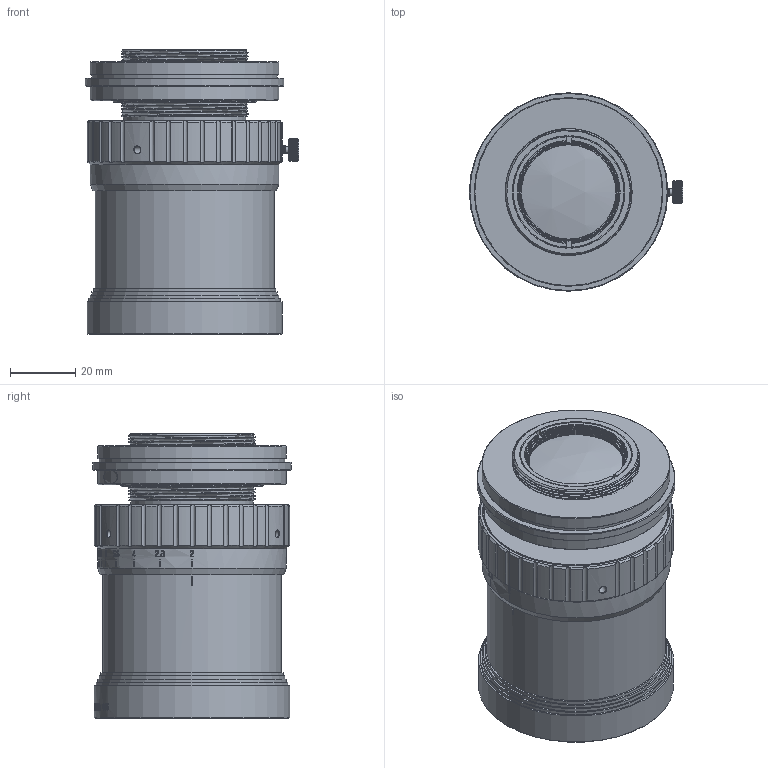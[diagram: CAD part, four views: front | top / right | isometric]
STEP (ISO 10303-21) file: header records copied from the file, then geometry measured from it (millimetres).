
FILE_DESCRIPTION(/* description */ (''),/* implementation_level */ '2;1');
FILE_NAME(/* name */ 'LM3520A-M58.stp',/* time_stamp */ '2021-03-05T17:44:59+08:00',/* author */ (''),/* organization */ (''),/* preprocessor_version */ 'ST-DEVELOPER v16',/* originating_system */ 'SIEMENS PLM Software NX 10.0',/* authorisation */ '');
FILE_SCHEMA (('AP203_CONFIGURATION_CONTROLLED_3D_DESIGN_OF_MECHANICAL_PARTS_AND_ASSEMBLIES_MIM_LF { 1 0 10303 403 2 1 2}'));
Products named in the file (1): Admi1CE05BF4h6l2
Bounding box: 65.55 x 61 x 87.42 mm (x, y, z)
Volume: 99063.8 mm3; surface area: 62763.8 mm2
Topology: 10 solids, 10 shells, 1105 faces, 2949 edges, 1969 vertices
Faces by surface type: plane 515, cylinder 311, extrusion 226, cone 42, bspline 7, sphere 4
Full cylindrical faces by diameter (mm): 2 x1, 2.05 x1, 2.2 x4, 3 x1, 4.2 x1, 20.4 x1, 24 x1, 28.5 x1, 29 x1, 29.3 x1, 29.6 x1, 29.9 x1, 30.2 x1, 31 x2, 34 x1, 34.6 x1, 34.8 x1, 37.228 x1, 37.6 x1, 43 x1, 44 x1, 46 x2, 46.6 x1, 47 x1, 47.2 x1, 47.4 x1, 47.8 x1, 48 x2, 48.4 x1, 49 x2
Entity records: 211798 total; most frequent: CARTESIAN_POINT 186077, ORIENTED_EDGE 5654, DIRECTION 4436, EDGE_CURVE 2827, VERTEX_POINT 1936, AXIS2_PLACEMENT_3D 1580, EDGE_LOOP 1317, B_SPLINE_CURVE_WITH_KNOTS 1297
